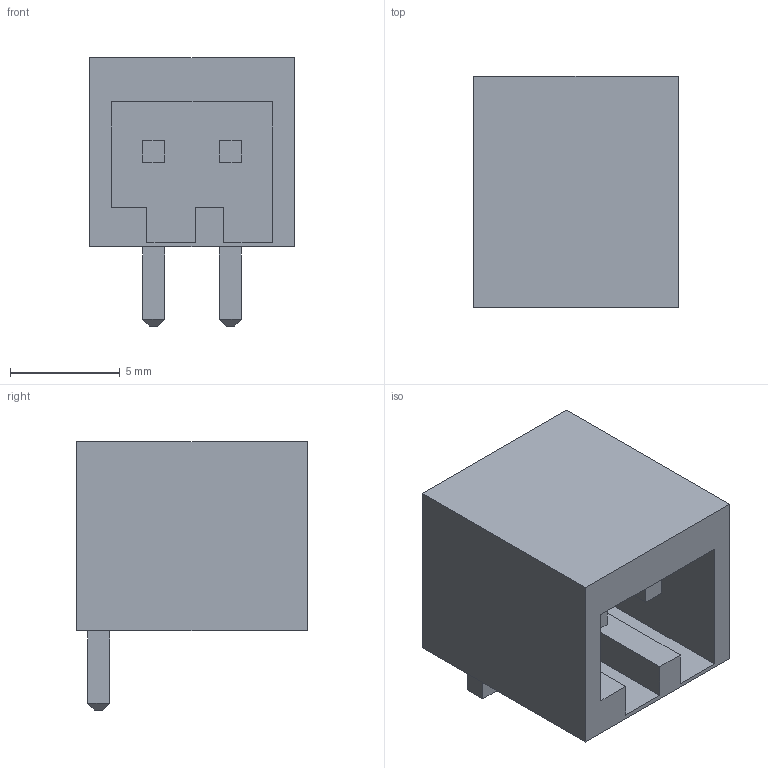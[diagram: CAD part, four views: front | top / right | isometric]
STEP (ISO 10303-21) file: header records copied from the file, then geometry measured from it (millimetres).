
FILE_DESCRIPTION (( 'STEP AP214' ), '1' );
FILE_NAME ('8EDGRC-3.5-02P.STEP', '2023-03-22T05:00:47', ( '' ), ( '' ), 'SwSTEP 2.0', 'SolidWorks 2019', '' );
FILE_SCHEMA (( 'AUTOMOTIVE_DESIGN' ));
Length unit declared in the file: millimetre
Products named in the file (1): 8EDGRC-3.5-02P
Bounding box: 9.3 x 10.5 x 12.2 mm (x, y, z)
Volume: 562.1 mm3; surface area: 817.2 mm2
Topology: 1 solids, 1 shells, 45 faces, 106 edges, 68 vertices
Faces by surface type: plane 45
Entity records: 1598 total; most frequent: CARTESIAN_POINT 220, ORIENTED_EDGE 212, DIRECTION 198, LINE 106, VECTOR 106, EDGE_CURVE 106, VERTEX_POINT 68, EDGE_LOOP 50
